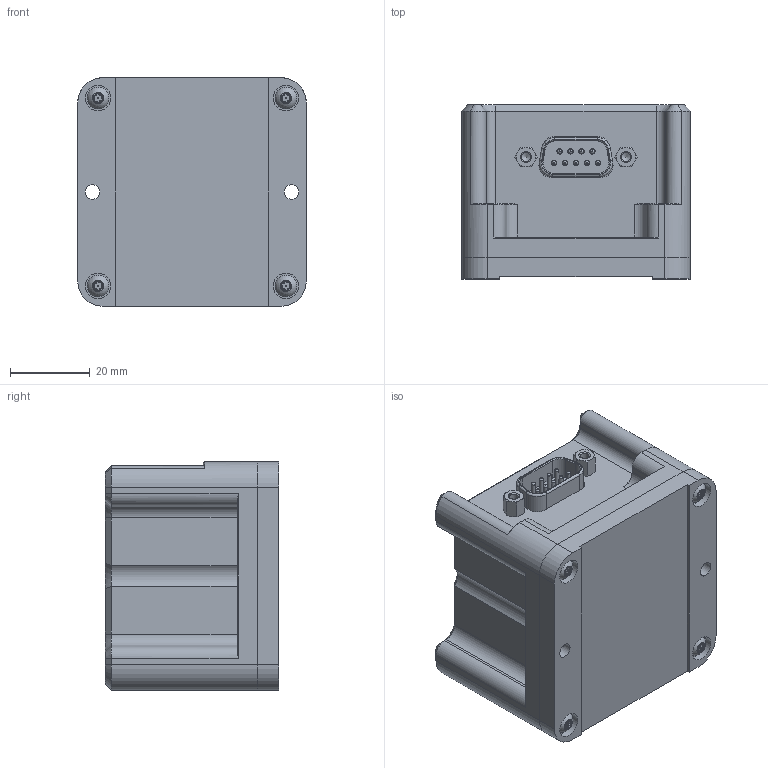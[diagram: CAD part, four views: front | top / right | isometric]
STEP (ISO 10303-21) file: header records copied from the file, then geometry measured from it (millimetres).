
FILE_DESCRIPTION (( 'STEP AP203' ), '1' );
FILE_NAME ('JMI-200-L.STEP', '2021-05-05T13:05:48', ( '' ), ( '' ), 'SwSTEP 2.0', 'SolidWorks 2021', '' );
FILE_SCHEMA (( 'CONFIG_CONTROL_DESIGN' ));
Length unit declared in the file: inch
Products named in the file (10): 848201_-005; 848753; 848192_JMI 02550375 I2; 848201_-002; 848734_-02; JMI-200-L; 848742_91900A834; 848722; 848753-1; 849146_-02
Assembly tree (13 placements, depth 2):
  JMI-200-L
    849146_-02
    848734_-02
    848722
    848742_91900A834  x4
    848192_JMI 02550375 I2
    848201_-005
    848201_-002
    848753
    848753-1  x2
Bounding box: 57.15 x 43.43 x 57.15 mm (x, y, z)
Volume: 50631.6 mm3; surface area: 39274.9 mm2
Topology: 13 solids, 13 shells, 1955 faces, 5090 edges, 3326 vertices
Faces by surface type: plane 1173, cylinder 327, bspline 296, cone 138, torus 13, sphere 8
Full cylindrical faces by diameter (mm): 0.427 x4, 1.01 x9, 1.12 x9, 1.51 x9, 1.778 x10, 1.95 x2, 2.156 x4, 2.261 x5, 2.616 x4, 2.7 x2, 2.946 x4, 3 x2, 3.048 x2, 3.658 x4, 4.013 x1, 5.41 x4, 5.817 x1, 6.35 x4
Entity records: 71672 total; most frequent: CARTESIAN_POINT 27880, ORIENTED_EDGE 9224, DIRECTION 7677, EDGE_CURVE 4612, VECTOR 3299, LINE 3299, VERTEX_POINT 3081, AXIS2_PLACEMENT_3D 2189
